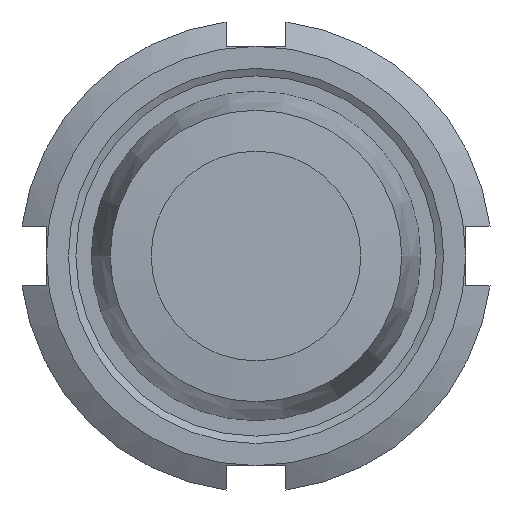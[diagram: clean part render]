
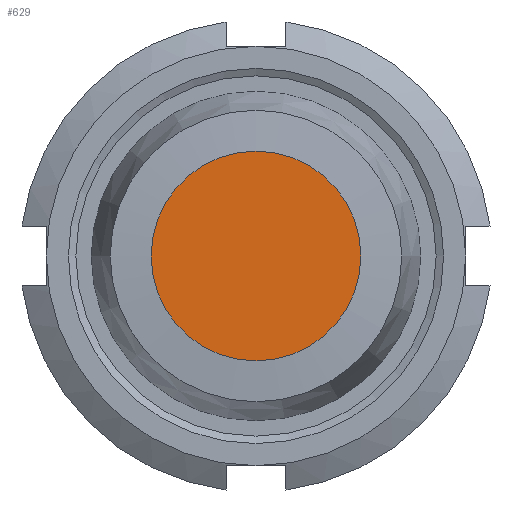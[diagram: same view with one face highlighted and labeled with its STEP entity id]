
A CAD part, front view. The second image highlights one B-rep face of the part: STEP entity #629.
In plain terms, the highlighted planar face has unit normal (0, -1, 0).
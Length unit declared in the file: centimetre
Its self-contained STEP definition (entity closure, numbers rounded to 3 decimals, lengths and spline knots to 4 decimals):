
#149=FACE_OUTER_BOUND('',#199,.T.);
#199=EDGE_LOOP('',(#522));
#237=CIRCLE('',#697,1.3996);
#292=VERTEX_POINT('',#1093);
#371=EDGE_CURVE('',#292,#292,#237,.T.);
#522=ORIENTED_EDGE('',*,*,#371,.T.);
#551=PLANE('',#698);
#629=ADVANCED_FACE('',(#149),#551,.T.);
#697=AXIS2_PLACEMENT_3D('',#1094,#846,#847);
#698=AXIS2_PLACEMENT_3D('',#1095,#848,#849);
#846=DIRECTION('center_axis',(0.,-1.,0.));
#847=DIRECTION('ref_axis',(1.,0.,0.));
#848=DIRECTION('center_axis',(0.,-1.,0.));
#849=DIRECTION('ref_axis',(0.,0.,-1.));
#1093=CARTESIAN_POINT('',(1.3996,-0.1757,0.));
#1094=CARTESIAN_POINT('Origin',(0.,-0.1757,0.));
#1095=CARTESIAN_POINT('Origin',(1.3096,-0.1757,0.));
